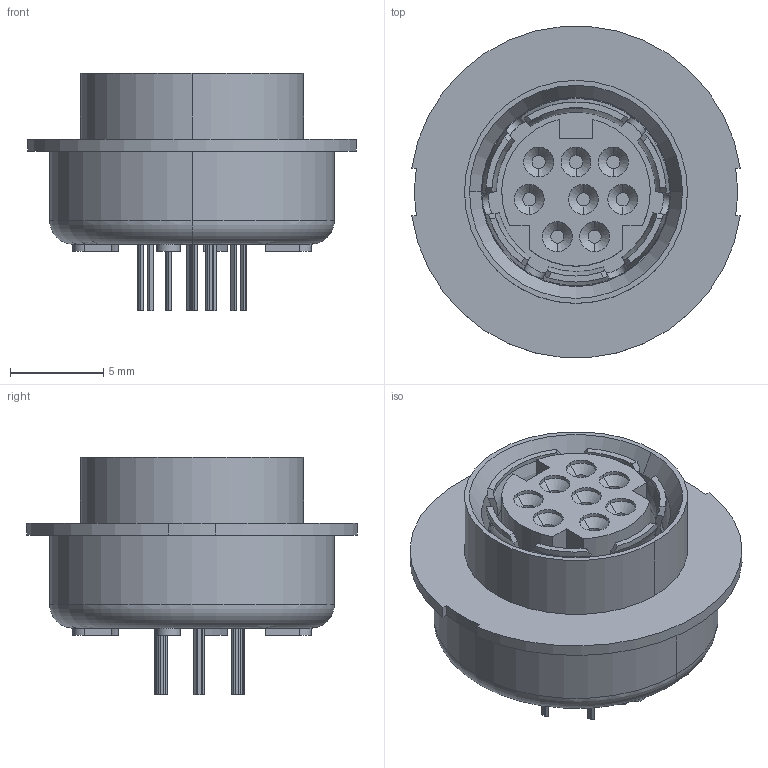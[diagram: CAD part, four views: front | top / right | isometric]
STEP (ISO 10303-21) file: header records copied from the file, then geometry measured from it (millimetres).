
FILE_DESCRIPTION(('FreeCAD Model'),'2;1');
FILE_NAME('5750338-1-no-clips.stp','2018-09-17T07:44:00',('Author') ,(''),'Open CASCADE STEP processor 7.1','FreeCAD','Unknown');
FILE_SCHEMA(('AUTOMOTIVE_DESIGN { 1 0 10303 214 1 1 1 1 }'));
Length unit declared in the file: millimetre
Products named in the file (1): Cut
Bounding box: 17.6 x 17.72 x 12.7 mm (x, y, z)
Volume: 1258 mm3; surface area: 1648.7 mm2
Topology: 1 solids, 1 shells, 285 faces, 752 edges, 496 vertices
Faces by surface type: plane 138, cylinder 99, cone 30, torus 16, bspline 2
Entity records: 11391 total; most frequent: CARTESIAN_POINT 2368, ORIENTED_EDGE 1504, DIRECTION 1416, EDGE_CURVE 752, AXIS2_PLACEMENT_3D 516, VERTEX_POINT 496, LINE 384, VECTOR 384
